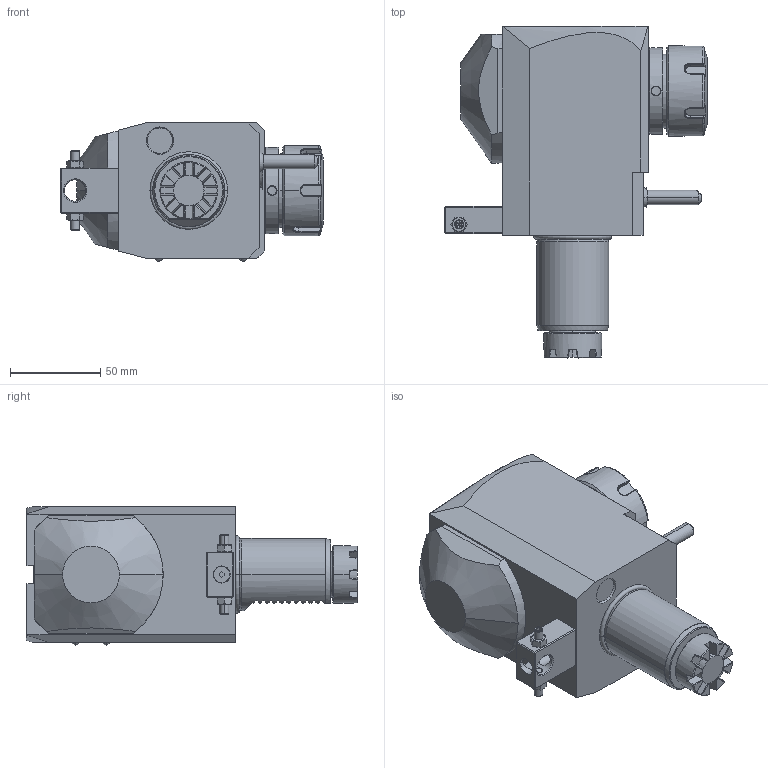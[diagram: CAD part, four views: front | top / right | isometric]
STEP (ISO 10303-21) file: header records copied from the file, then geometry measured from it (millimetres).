
FILE_DESCRIPTION((''),'2;1');
FILE_NAME('NGT1_40_241_32_2_1_80','2017-03-10T',('vali'),('NOVA GRUP'),'PRO/ENGINEER BY PARAMETRIC TECHNOLOGY CORPORATION, 2010280','PRO/ENGINEER BY PARAMETRIC TECHNOLOGY CORPORATION, 2010280','');
FILE_SCHEMA(('CONFIG_CONTROL_DESIGN'));
Length unit declared in the file: millimetre
Products named in the file (1): NGT1_40_241_32_2_1_80
Bounding box: 145.6 x 184 x 76.6 mm (x, y, z)
Volume: 889705.1 mm3; surface area: 71989.8 mm2
Topology: 1 solids, 1 shells, 491 faces, 1284 edges, 806 vertices
Faces by surface type: plane 227, cylinder 97, cone 87, bspline 58, torus 14, sphere 6, extrusion 2
Entity records: 20729 total; most frequent: CARTESIAN_POINT 9614, ORIENTED_EDGE 2536, DIRECTION 1923, EDGE_CURVE 1268, VERTEX_POINT 806, AXIS2_PLACEMENT_3D 687, VECTOR 549, LINE 547
